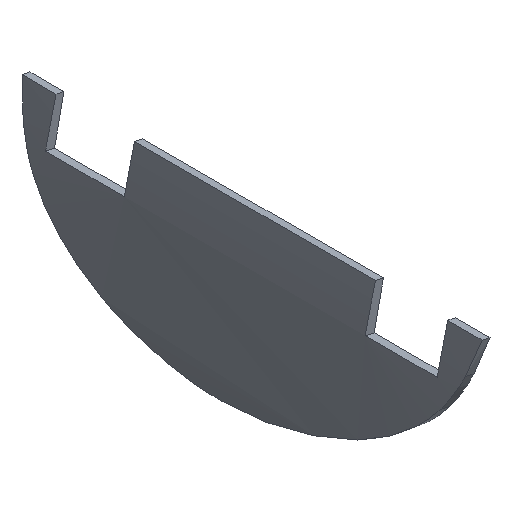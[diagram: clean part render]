
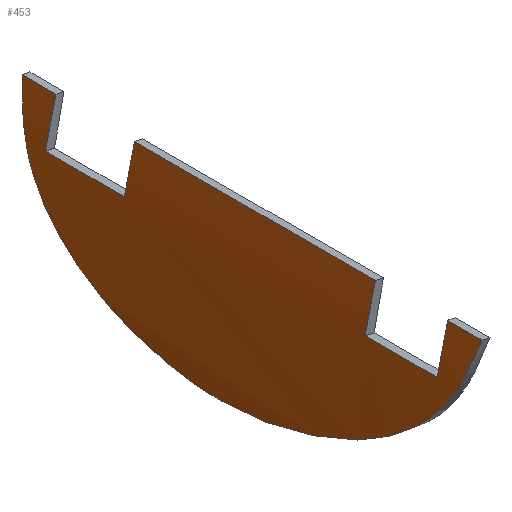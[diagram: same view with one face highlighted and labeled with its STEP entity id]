
A CAD part, isometric view. The second image highlights one B-rep face of the part: STEP entity #453.
In plain terms, the highlighted cylindrical face has radius 149.527 mm (diameter 299.054 mm), a partial arc.
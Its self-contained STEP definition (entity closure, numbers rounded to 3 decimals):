
#129=DIRECTION('',(0.,-1.,0.));
#130=VECTOR('',#129,5.7);
#131=CARTESIAN_POINT('',(-28.213,14.149,47.787));
#132=LINE('',#131,#130);
#133=CARTESIAN_POINT('',(117.615,8.449,14.734));
#134=DIRECTION('',(0.,-1.,0.));
#135=DIRECTION('',(-0.97,0.,0.242));
#136=AXIS2_PLACEMENT_3D('',#133,#134,#135);
#138=DIRECTION('',(0.,1.,0.));
#139=VECTOR('',#138,17.399);
#140=CARTESIAN_POINT('',(-27.478,-8.949,50.877));
#141=LINE('',#140,#139);
#142=CARTESIAN_POINT('',(117.615,-8.949,14.734));
#143=DIRECTION('',(0.,1.,0.));
#144=DIRECTION('',(-0.975,0.,0.221));
#145=AXIS2_PLACEMENT_3D('',#142,#143,#144);
#147=DIRECTION('',(0.,-1.,0.));
#148=VECTOR('',#147,5.2);
#149=CARTESIAN_POINT('',(-28.213,-8.949,47.787));
#150=LINE('',#149,#148);
#151=CARTESIAN_POINT('',(117.615,-14.149,14.734));
#152=DIRECTION('',(0.,-1.,0.));
#153=DIRECTION('',(-0.97,0.,0.242));
#154=AXIS2_PLACEMENT_3D('',#151,#152,#153);
#156=DIRECTION('',(0.,1.,0.));
#157=VECTOR('',#156,2.479);
#158=CARTESIAN_POINT('',(-27.454,-16.628,50.974));
#159=LINE('',#158,#157);
#160=CARTESIAN_POINT('',(-28.014,-15.984,48.652));
#161=CARTESIAN_POINT('',(-27.961,-16.069,48.882));
#162=CARTESIAN_POINT('',(-27.848,-16.231,49.36));
#163=CARTESIAN_POINT('',(-27.662,-16.446,50.134));
#164=CARTESIAN_POINT('',(-27.525,-16.571,50.687));
#165=CARTESIAN_POINT('',(-27.454,-16.628,50.974));
#167=CARTESIAN_POINT('',(-28.546,-14.767,46.28));
#168=CARTESIAN_POINT('',(-28.5,-14.917,46.493));
#169=CARTESIAN_POINT('',(-28.401,-15.209,46.951));
#170=CARTESIAN_POINT('',(-28.224,-15.62,47.74));
#171=CARTESIAN_POINT('',(-28.088,-15.868,48.336));
#172=CARTESIAN_POINT('',(-28.014,-15.984,48.652));
#174=CARTESIAN_POINT('',(-29.756,-0.012,
40.036));
#175=CARTESIAN_POINT('',(-29.756,-0.449,
40.036));
#176=CARTESIAN_POINT('',(-29.751,-1.327,40.064));
#177=CARTESIAN_POINT('',(-29.728,-2.678,40.193));
#178=CARTESIAN_POINT('',(-29.692,-4.01,40.404));
#179=CARTESIAN_POINT('',(-29.644,-5.29,40.68));
#180=CARTESIAN_POINT('',(-29.587,-6.494,41.));
#181=CARTESIAN_POINT('',(-29.523,-7.614,41.354));
#182=CARTESIAN_POINT('',(-29.453,-8.646,41.74));
#183=CARTESIAN_POINT('',(-29.376,-9.598,42.157));
#184=CARTESIAN_POINT('',(-29.292,-10.477,42.604));
#185=CARTESIAN_POINT('',(-29.203,-11.269,43.069));
#186=CARTESIAN_POINT('',(-29.112,-11.966,43.536));
#187=CARTESIAN_POINT('',(-29.017,-12.6,44.015));
#188=CARTESIAN_POINT('',(-28.914,-13.198,44.526));
#189=CARTESIAN_POINT('',(-28.802,-13.764,45.073));
#190=CARTESIAN_POINT('',(-28.68,-14.295,45.654));
#191=CARTESIAN_POINT('',(-28.592,-14.616,46.066));
#192=CARTESIAN_POINT('',(-28.546,-14.767,46.28));
#194=CARTESIAN_POINT('',(-28.546,14.743,46.28));
#195=CARTESIAN_POINT('',(-28.59,14.601,46.078));
#196=CARTESIAN_POINT('',(-28.673,14.298,45.687));
#197=CARTESIAN_POINT('',(-28.79,13.795,45.13));
#198=CARTESIAN_POINT('',(-28.898,13.259,44.606));
#199=CARTESIAN_POINT('',(-28.997,12.697,44.115));
#200=CARTESIAN_POINT('',(-29.087,12.113,43.661));
#201=CARTESIAN_POINT('',(-29.173,11.483,43.223));
#202=CARTESIAN_POINT('',(-29.256,10.78,42.79));
#203=CARTESIAN_POINT('',(-29.337,9.994,42.363));
#204=CARTESIAN_POINT('',(-29.413,9.138,41.959));
#205=CARTESIAN_POINT('',(-29.482,8.214,41.581));
#206=CARTESIAN_POINT('',(-29.545,7.221,41.232));
#207=CARTESIAN_POINT('',(-29.602,6.155,40.913));
#208=CARTESIAN_POINT('',(-29.654,5.016,40.621));
#209=CARTESIAN_POINT('',(-29.698,3.793,40.369));
#210=CARTESIAN_POINT('',(-29.731,2.519,40.178));
#211=CARTESIAN_POINT('',(-29.751,1.231,40.061));
#212=CARTESIAN_POINT('',(-29.756,0.4,40.036));
#213=CARTESIAN_POINT('',(-29.756,-0.012,
40.036));
#215=CARTESIAN_POINT('',(-28.014,15.96,48.652));
#216=CARTESIAN_POINT('',(-28.088,15.844,48.336));
#217=CARTESIAN_POINT('',(-28.224,15.596,47.74));
#218=CARTESIAN_POINT('',(-28.401,15.185,46.951));
#219=CARTESIAN_POINT('',(-28.5,14.893,46.493));
#220=CARTESIAN_POINT('',(-28.546,14.743,46.28));
#222=CARTESIAN_POINT('',(-27.454,16.604,50.973));
#223=CARTESIAN_POINT('',(-27.525,16.547,50.687));
#224=CARTESIAN_POINT('',(-27.662,16.422,50.133));
#225=CARTESIAN_POINT('',(-27.848,16.207,49.36));
#226=CARTESIAN_POINT('',(-27.961,16.045,48.882));
#227=CARTESIAN_POINT('',(-28.014,15.96,48.652));
#229=DIRECTION('',(0.,1.,0.));
#230=VECTOR('',#229,2.455);
#231=CARTESIAN_POINT('',(-27.454,14.149,50.973));
#232=LINE('',#231,#230);
#233=CARTESIAN_POINT('',(117.615,14.149,14.734));
#234=DIRECTION('',(0.,1.,0.));
#235=DIRECTION('',(-0.975,0.,0.221));
#236=AXIS2_PLACEMENT_3D('',#233,#234,#235);
#293=VERTEX_POINT('',#222);
#294=VERTEX_POINT('',#227);
#295=VERTEX_POINT('',#220);
#296=VERTEX_POINT('',#213);
#297=VERTEX_POINT('',#192);
#298=VERTEX_POINT('',#172);
#299=VERTEX_POINT('',#165);
#300=CARTESIAN_POINT('',(-27.454,-14.149,50.974));
#301=VERTEX_POINT('',#300);
#302=CARTESIAN_POINT('',(-27.478,-8.949,50.877));
#303=CARTESIAN_POINT('',(-27.478,8.449,50.876));
#304=VERTEX_POINT('',#302);
#305=VERTEX_POINT('',#303);
#306=CARTESIAN_POINT('',(-27.454,14.149,50.973));
#307=VERTEX_POINT('',#306);
#309=CARTESIAN_POINT('',(-28.213,-14.149,47.787));
#311=VERTEX_POINT('',#309);
#313=CARTESIAN_POINT('',(-28.213,-8.949,47.787));
#315=VERTEX_POINT('',#313);
#317=CARTESIAN_POINT('',(-28.213,8.449,47.787));
#319=VERTEX_POINT('',#317);
#321=CARTESIAN_POINT('',(-28.213,14.149,47.787));
#323=VERTEX_POINT('',#321);
#420=CARTESIAN_POINT('',(117.615,-8.701,14.734));
#421=DIRECTION('',(0.,-1.,0.));
#422=DIRECTION('',(1.,0.,0.));
#423=AXIS2_PLACEMENT_3D('',#420,#421,#422);
#424=CYLINDRICAL_SURFACE('',#423,149.527);
#425=ORIENTED_EDGE('',*,*,#347,.T.);
#427=ORIENTED_EDGE('',*,*,#426,.F.);
#429=ORIENTED_EDGE('',*,*,#428,.F.);
#430=ORIENTED_EDGE('',*,*,#412,.F.);
#431=ORIENTED_EDGE('',*,*,#331,.T.);
#432=ORIENTED_EDGE('',*,*,#366,.F.);
#434=ORIENTED_EDGE('',*,*,#433,.F.);
#436=ORIENTED_EDGE('',*,*,#435,.F.);
#438=ORIENTED_EDGE('',*,*,#437,.F.);
#440=ORIENTED_EDGE('',*,*,#439,.F.);
#442=ORIENTED_EDGE('',*,*,#441,.F.);
#444=ORIENTED_EDGE('',*,*,#443,.F.);
#446=ORIENTED_EDGE('',*,*,#445,.F.);
#448=ORIENTED_EDGE('',*,*,#447,.F.);
#450=ORIENTED_EDGE('',*,*,#449,.F.);
#451=EDGE_LOOP('',(#425,#427,#429,#430,#431,#432,#434,#436,#438,#440,#442,#444,
#446,#448,#450));
#452=FACE_OUTER_BOUND('',#451,.F.);
#137=CIRCLE('',#136,149.527);
#146=CIRCLE('',#145,149.527);
#155=CIRCLE('',#154,149.527);
#166=B_SPLINE_CURVE_WITH_KNOTS('',3,(#160,#161,#162,#163,#164,#165),
.UNSPECIFIED.,.F.,.F.,(4,1,1,4),(0.,0.333,0.667,1.),
.UNSPECIFIED.);
#173=B_SPLINE_CURVE_WITH_KNOTS('',3,(#167,#168,#169,#170,#171,#172),
.UNSPECIFIED.,.F.,.F.,(4,1,1,4),(0.,0.333,0.667,1.),
.UNSPECIFIED.);
#193=B_SPLINE_CURVE_WITH_KNOTS('',3,(#174,#175,#176,#177,#178,#179,#180,#181,
#182,#183,#184,#185,#186,#187,#188,#189,#190,#191,#192),.UNSPECIFIED.,.F.,.F.,
(4,1,1,1,1,1,1,1,1,1,1,1,1,1,1,1,4),(0.,0.063,0.125,0.188,0.25,
0.313,0.375,0.438,0.5,0.563,0.625,0.688,0.75,0.813,
0.875,0.938,1.),.UNSPECIFIED.);
#214=B_SPLINE_CURVE_WITH_KNOTS('',3,(#194,#195,#196,#197,#198,#199,#200,#201,
#202,#203,#204,#205,#206,#207,#208,#209,#210,#211,#212,#213),.UNSPECIFIED.,.F.,
.F.,(4,1,1,1,1,1,1,1,1,1,1,1,1,1,1,1,1,4),(0.,0.059,
0.118,0.176,0.235,0.294,
0.353,0.412,0.471,0.529,
0.588,0.647,0.706,0.765,
0.824,0.882,0.941,1.),.UNSPECIFIED.);
#221=B_SPLINE_CURVE_WITH_KNOTS('',3,(#215,#216,#217,#218,#219,#220),
.UNSPECIFIED.,.F.,.F.,(4,1,1,4),(0.,0.333,0.667,1.),
.UNSPECIFIED.);
#228=B_SPLINE_CURVE_WITH_KNOTS('',3,(#222,#223,#224,#225,#226,#227),
.UNSPECIFIED.,.F.,.F.,(4,1,1,4),(0.,0.333,0.667,1.),
.UNSPECIFIED.);
#237=CIRCLE('',#236,149.527);
#331=EDGE_CURVE('',#315,#311,#150,.T.);
#347=EDGE_CURVE('',#323,#319,#132,.T.);
#366=EDGE_CURVE('',#301,#311,#155,.T.);
#412=EDGE_CURVE('',#315,#304,#146,.T.);
#426=EDGE_CURVE('',#305,#319,#137,.T.);
#428=EDGE_CURVE('',#304,#305,#141,.T.);
#433=EDGE_CURVE('',#299,#301,#159,.T.);
#435=EDGE_CURVE('',#298,#299,#166,.T.);
#437=EDGE_CURVE('',#297,#298,#173,.T.);
#439=EDGE_CURVE('',#296,#297,#193,.T.);
#441=EDGE_CURVE('',#295,#296,#214,.T.);
#443=EDGE_CURVE('',#294,#295,#221,.T.);
#445=EDGE_CURVE('',#293,#294,#228,.T.);
#447=EDGE_CURVE('',#307,#293,#232,.T.);
#449=EDGE_CURVE('',#323,#307,#237,.T.);
#453=ADVANCED_FACE('',(#452),#424,.T.);
